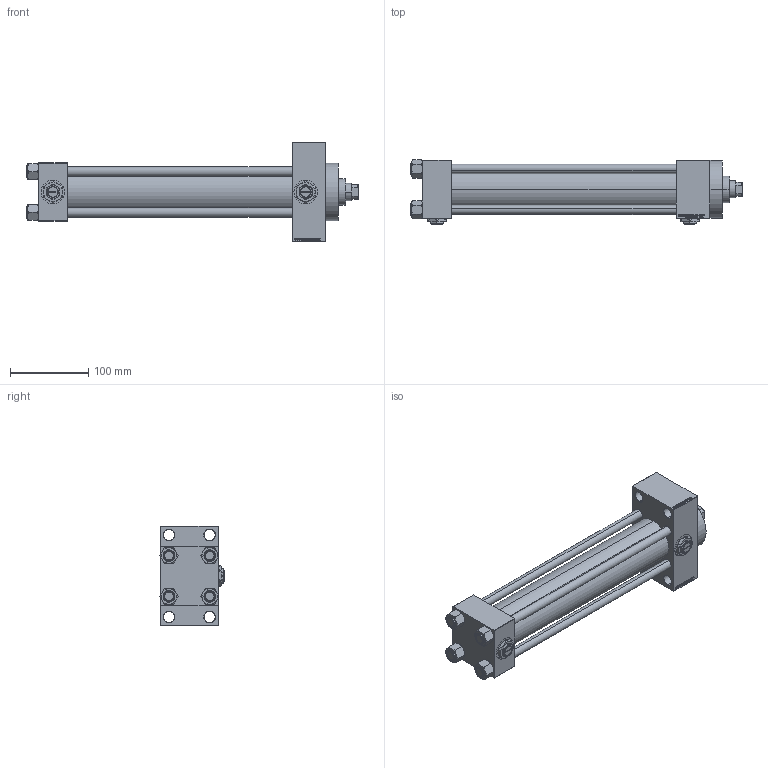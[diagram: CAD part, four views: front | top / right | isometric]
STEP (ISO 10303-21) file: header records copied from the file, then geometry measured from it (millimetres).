
FILE_DESCRIPTION (( 'STEP AP203' ), '1' );
FILE_NAME ('f7cc.STEP', '2022-04-16T04:09:24', ( '' ), ( '' ), 'SwSTEP 2.0', 'SolidWorks 2019', '' );
FILE_SCHEMA (( 'CONFIG_CONTROL_DESIGN' ));
Length unit declared in the file: millimetre
Products named in the file (7): V215CR_VCP_D 8177e5a70c1dd1dd7d3174f87caf6425; f7cc; V215CR_D_Body 8177e5a70c1dd1dd7d3174f87caf6425; V215CR_D_TYCINKA 8177e5a70c1dd1dd7d3174f87caf6425; V215_VC_A 8177e5a70c1dd1dd7d3174f87caf6425; Zatka_pro_OIL_PORT 8177e5a70c1dd1dd7d3174f87caf6425; NUT_M5_D 8177e5a70c1dd1dd7d3174f87caf6425
Assembly tree (13 placements, depth 2):
  f7cc
    V215CR_D_Body 8177e5a70c1dd1dd7d3174f87caf6425
    V215CR_VCP_D 8177e5a70c1dd1dd7d3174f87caf6425
    NUT_M5_D 8177e5a70c1dd1dd7d3174f87caf6425  x4
    V215CR_D_TYCINKA 8177e5a70c1dd1dd7d3174f87caf6425  x4
    V215_VC_A 8177e5a70c1dd1dd7d3174f87caf6425
    Zatka_pro_OIL_PORT 8177e5a70c1dd1dd7d3174f87caf6425  x2
Bounding box: 425 x 82.27 x 128 mm (x, y, z)
Volume: 1108304.8 mm3; surface area: 296289.8 mm2
Topology: 13 solids, 13 shells, 1213 faces, 3000 edges, 1931 vertices
Faces by surface type: plane 547, bspline 368, cone 186, cylinder 104, torus 8
Entity records: 49499 total; most frequent: CARTESIAN_POINT 25747, ORIENTED_EDGE 5300, DIRECTION 3494, EDGE_CURVE 2650, VERTEX_POINT 1729, VECTOR 1558, LINE 1558, EDGE_LOOP 1191
